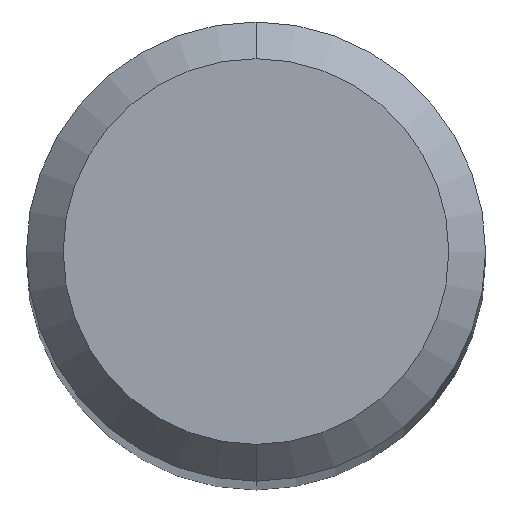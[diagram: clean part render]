
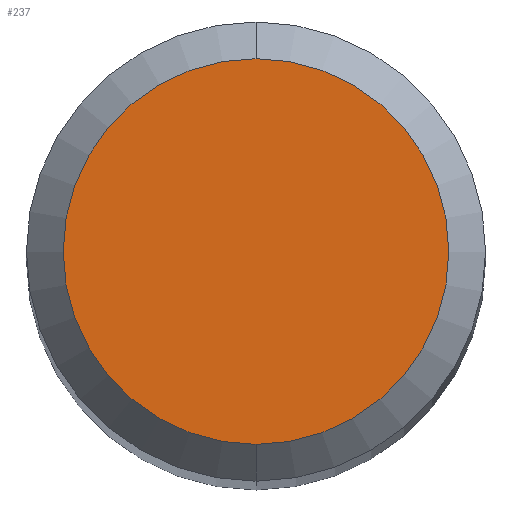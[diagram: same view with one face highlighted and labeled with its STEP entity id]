
A CAD part, top view. The second image highlights one B-rep face of the part: STEP entity #237.
In plain terms, the highlighted planar face has unit normal (0, 0, 1).
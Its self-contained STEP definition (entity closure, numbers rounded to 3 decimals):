
#237=ADVANCED_FACE('',(#552),#553,.T.);
#263=EDGE_CURVE('',#457,#273,#582,.T.);
#273=VERTEX_POINT('',#594);
#275=EDGE_CURVE('',#273,#457,#596,.T.);
#457=VERTEX_POINT('',#794);
#552=FACE_OUTER_BOUND('',#943,.T.);
#553=PLANE('',#944);
#582=CIRCLE('',#986,2.1);
#594=CARTESIAN_POINT('',(0.,-2.1,0.0));
#596=CIRCLE('',#1030,2.1);
#794=CARTESIAN_POINT('',(0.0,2.1,0.0));
#943=EDGE_LOOP('',(#1530,#1531));
#944=AXIS2_PLACEMENT_3D('',#1532,#1533,#1534);
#986=AXIS2_PLACEMENT_3D('',#1569,#1570,#1571);
#1030=AXIS2_PLACEMENT_3D('',#1589,#1590,#1591);
#1530=ORIENTED_EDGE('',*,*,#263,.F.);
#1531=ORIENTED_EDGE('',*,*,#275,.F.);
#1532=CARTESIAN_POINT('',(0.0,1.05,0.0));
#1533=DIRECTION('',(-0.0,0.0,1.0));
#1534=DIRECTION('',(0.0,-1.0,0.0));
#1569=CARTESIAN_POINT('',(0.0,0.0,0.0));
#1570=DIRECTION('',(0.0,0.0,-1.0));
#1571=DIRECTION('',(0.0,1.0,0.0));
#1589=CARTESIAN_POINT('',(0.0,0.0,0.0));
#1590=DIRECTION('',(0.0,0.0,-1.0));
#1591=DIRECTION('',(0.0,1.0,0.0));
